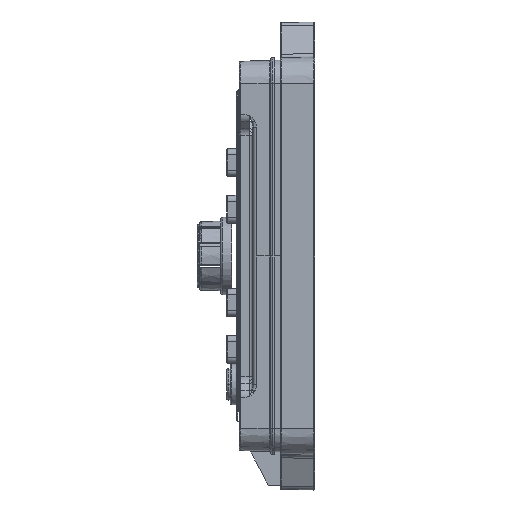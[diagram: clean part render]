
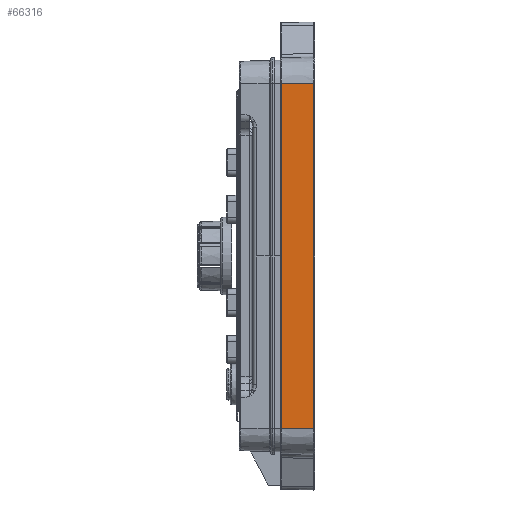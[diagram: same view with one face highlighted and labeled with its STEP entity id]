
A CAD part, left-side view. The second image highlights one B-rep face of the part: STEP entity #66316.
In plain terms, the highlighted planar face has unit normal (-1, 0.018, 0).
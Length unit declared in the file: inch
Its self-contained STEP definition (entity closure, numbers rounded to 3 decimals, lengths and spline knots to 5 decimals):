
#1198 = VERTEX_POINT ( 'NONE', #36738 ) ;
#2858 = PLANE ( 'NONE',  #61039 ) ;
#2867 = EDGE_LOOP ( 'NONE', ( #72881, #75279, #51406, #35742 ) ) ;
#4474 = VERTEX_POINT ( 'NONE', #14357 ) ;
#7190 = EDGE_CURVE ( 'NONE', #48684, #7379, #33846, .T. ) ;
#7379 = VERTEX_POINT ( 'NONE', #48600 ) ;
#9039 = CARTESIAN_POINT ( 'NONE',  ( -4.11909, 0.7366, -3.696 ) ) ;
#13831 = LINE ( 'NONE', #66492, #51721 ) ;
#14357 = CARTESIAN_POINT ( 'NONE',  ( -4.13116, 0.04544, 3.696 ) ) ;
#14528 = DIRECTION ( 'NONE',  ( 0., 0., -1. ) ) ;
#23259 = VECTOR ( 'NONE', #14528, 39.37008 ) ;
#25532 = CARTESIAN_POINT ( 'NONE',  ( -4.11909, 0.7366, -3.696 ) ) ;
#33846 = LINE ( 'NONE', #75249, #66628 ) ;
#35742 = ORIENTED_EDGE ( 'NONE', *, *, #68678, .T. ) ;
#36091 = FACE_OUTER_BOUND ( 'NONE', #2867, .T. ) ;
#36738 = CARTESIAN_POINT ( 'NONE',  ( -4.11909, 0.7366, 3.696 ) ) ;
#38836 = EDGE_CURVE ( 'NONE', #4474, #1198, #13831, .T. ) ;
#44518 = LINE ( 'NONE', #56612, #68399 ) ;
#45057 = DIRECTION ( 'NONE',  ( -0.017, -1., 0. ) ) ;
#48184 = DIRECTION ( 'NONE',  ( 0.017, 1., 0. ) ) ;
#48600 = CARTESIAN_POINT ( 'NONE',  ( -4.13116, 0.04544, -3.696 ) ) ;
#48684 = VERTEX_POINT ( 'NONE', #25532 ) ;
#49734 = CARTESIAN_POINT ( 'NONE',  ( -4.11875, 0.75625, 0. ) ) ;
#51206 = EDGE_CURVE ( 'NONE', #1198, #48684, #69578, .T. ) ;
#51406 = ORIENTED_EDGE ( 'NONE', *, *, #7190, .T. ) ;
#51721 = VECTOR ( 'NONE', #48184, 39.37008 ) ;
#56612 = CARTESIAN_POINT ( 'NONE',  ( -4.13116, 0.04544, 3.696 ) ) ;
#57661 = DIRECTION ( 'NONE',  ( -0.017, -1., 0. ) ) ;
#61039 = AXIS2_PLACEMENT_3D ( 'NONE', #49734, #61051, #45057 ) ;
#61051 = DIRECTION ( 'NONE',  ( -1., 0.017, 0. ) ) ;
#66316 = ADVANCED_FACE ( 'NONE', ( #36091 ), #2858, .T. ) ;
#66492 = CARTESIAN_POINT ( 'NONE',  ( -4.11875, 0.75625, 3.696 ) ) ;
#66628 = VECTOR ( 'NONE', #57661, 39.37008 ) ;
#67190 = DIRECTION ( 'NONE',  ( 0., 0., 1. ) ) ;
#68399 = VECTOR ( 'NONE', #67190, 39.37008 ) ;
#68678 = EDGE_CURVE ( 'NONE', #7379, #4474, #44518, .T. ) ;
#69578 = LINE ( 'NONE', #9039, #23259 ) ;
#72881 = ORIENTED_EDGE ( 'NONE', *, *, #38836, .T. ) ;
#75249 = CARTESIAN_POINT ( 'NONE',  ( -4.11875, 0.75625, -3.696 ) ) ;
#75279 = ORIENTED_EDGE ( 'NONE', *, *, #51206, .T. ) ;
